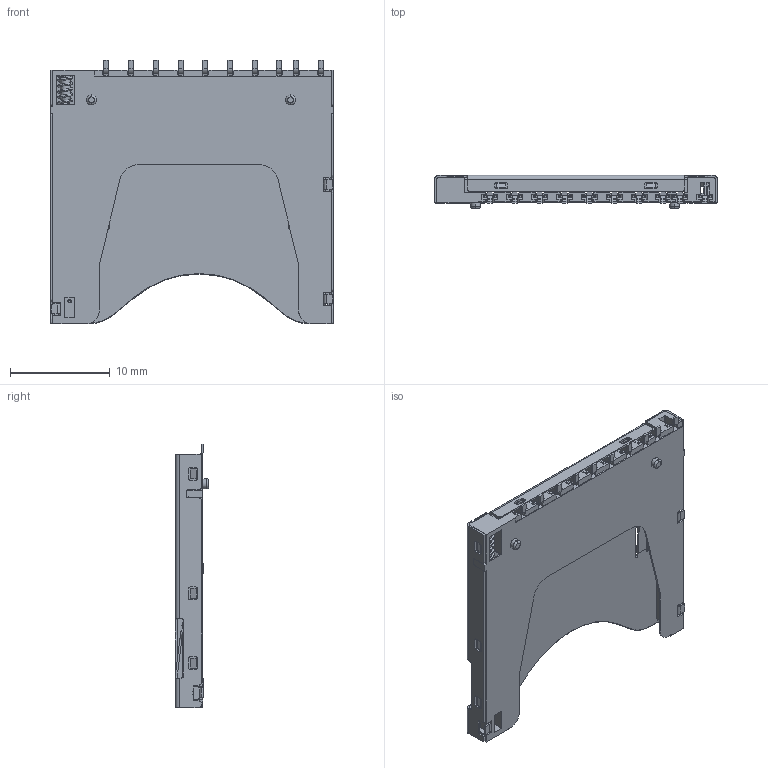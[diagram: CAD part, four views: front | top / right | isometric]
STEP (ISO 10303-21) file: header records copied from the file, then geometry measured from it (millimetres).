
FILE_DESCRIPTION((''),'2;1');
FILE_NAME('104D-TCA0-R06','2015-09-07T',('fros.liao'),(''),'CREO PARAMETRIC BY PTC INC, 2015200','CREO PARAMETRIC BY PTC INC, 2015200','');
FILE_SCHEMA(('CONFIG_CONTROL_DESIGN'));
Products named in the file (1): 104D-TCA0-R06
Bounding box: 28.4 x 3.35 x 26.5 mm (x, y, z)
Volume: 369.9 mm3; surface area: 3482.6 mm2
Topology: 1 solids, 8 shells, 2072 faces, 5840 edges, 3766 vertices
Faces by surface type: plane 1550, cylinder 452, cone 28, bspline 18, torus 12, sphere 8, revolution 4
Entity records: 72121 total; most frequent: CARTESIAN_POINT 18320, ORIENTED_EDGE 11660, DIRECTION 10574, EDGE_CURVE 5836, VECTOR 4724, LINE 4724, VERTEX_POINT 3766, AXIS2_PLACEMENT_3D 2923
